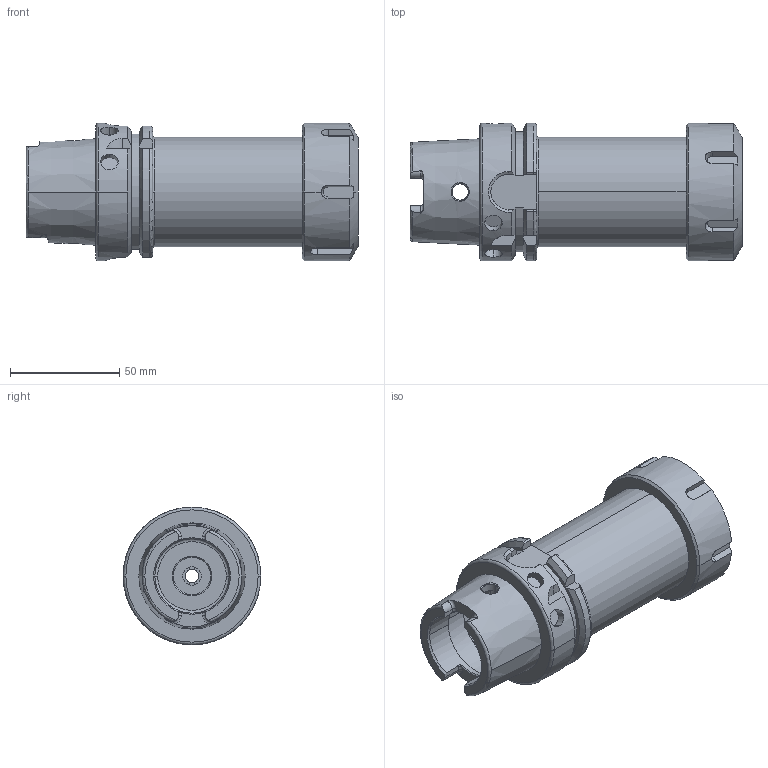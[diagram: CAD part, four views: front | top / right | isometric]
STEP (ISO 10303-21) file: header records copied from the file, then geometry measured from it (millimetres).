
FILE_DESCRIPTION (( 'STEP AP203' ), '1' );
FILE_NAME ('9163A-ER840120.STEP', '2022-06-08T05:55:42', ( '' ), ( '' ), 'SwSTEP 2.0', 'SolidWorks 2018', '' );
FILE_SCHEMA (( 'CONFIG_CONTROL_DESIGN' ));
Length unit declared in the file: millimetre
Products named in the file (5): HSKA63CCHER40120WW; NUTER40; SCWM28X1.5; 9163A-ER840120
Assembly tree (4 placements, depth 3):
  9163A-ER840120
    HSKA63CCHER40120WW
      HSKA63CCHER40120WW
      NUTER40
      SCWM28X1.5
Bounding box: 152 x 63 x 63 mm (x, y, z)
Volume: 224606.3 mm3; surface area: 57579.1 mm2
Topology: 3 solids, 3 shells, 249 faces, 643 edges, 406 vertices
Faces by surface type: plane 92, cylinder 65, cone 49, torus 29, bspline 14
Entity records: 9782 total; most frequent: CARTESIAN_POINT 3323, ORIENTED_EDGE 1282, DIRECTION 1216, EDGE_CURVE 641, AXIS2_PLACEMENT_3D 486, VERTEX_POINT 406, EDGE_LOOP 267, ADVANCED_FACE 249
